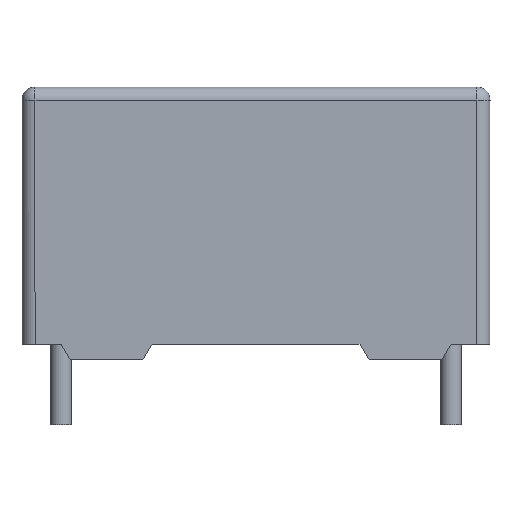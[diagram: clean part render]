
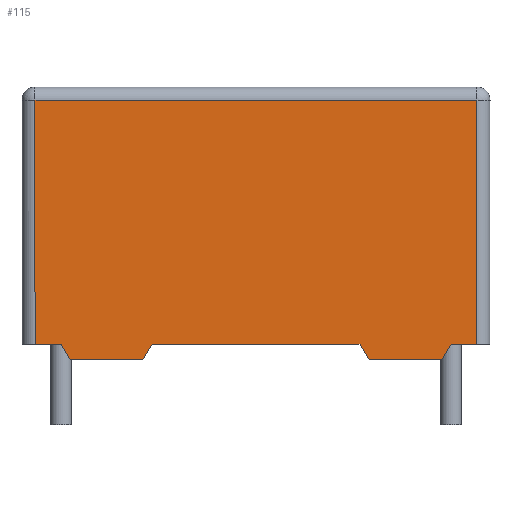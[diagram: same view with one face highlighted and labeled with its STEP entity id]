
A CAD part, front view. The second image highlights one B-rep face of the part: STEP entity #115.
In plain terms, the highlighted planar face has unit normal (0, -1, 0).
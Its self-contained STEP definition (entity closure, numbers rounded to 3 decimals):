
#115=ADVANCED_FACE('',(#612),#614,.T.);
#612=FACE_BOUND('',#613,.T.);
#613=EDGE_LOOP('',(#2254,#2255,#2256,#2257,#2258,#2259,#2260,#2261,#2262,#2263,#2264,
#2265));
#614=PLANE('',#615);
#615=AXIS2_PLACEMENT_3D('',#616,#617,#618);
#616=CARTESIAN_POINT('',(-1.5,-2.5,0.));
#617=DIRECTION('',(0.,-1.,0.));
#618=DIRECTION('',(1.,0.,0.));
#2254=ORIENTED_EDGE('',*,*,#2628,.T.);
#2255=ORIENTED_EDGE('',*,*,#2624,.T.);
#2256=ORIENTED_EDGE('',*,*,#2629,.T.);
#2257=ORIENTED_EDGE('',*,*,#2630,.T.);
#2258=ORIENTED_EDGE('',*,*,#2631,.T.);
#2259=ORIENTED_EDGE('',*,*,#2620,.T.);
#2260=ORIENTED_EDGE('',*,*,#2632,.T.);
#2261=ORIENTED_EDGE('',*,*,#2633,.T.);
#2262=ORIENTED_EDGE('',*,*,#2634,.T.);
#2263=ORIENTED_EDGE('',*,*,#2635,.F.);
#2264=ORIENTED_EDGE('',*,*,#2636,.F.);
#2265=ORIENTED_EDGE('',*,*,#2637,.T.);
#2620=EDGE_CURVE('',#2824,#2825,#2826,.T.);
#2624=EDGE_CURVE('',#2832,#2833,#2834,.T.);
#2628=EDGE_CURVE('',#2840,#2832,#2841,.F.);
#2629=EDGE_CURVE('',#2833,#2842,#2843,.F.);
#2630=EDGE_CURVE('',#2842,#2844,#2845,.F.);
#2631=EDGE_CURVE('',#2844,#2824,#2846,.F.);
#2632=EDGE_CURVE('',#2825,#2847,#2848,.F.);
#2633=EDGE_CURVE('',#2847,#2849,#2850,.F.);
#2634=EDGE_CURVE('',#2849,#2851,#2852,.T.);
#2635=EDGE_CURVE('',#2853,#2851,#2854,.T.);
#2636=EDGE_CURVE('',#2855,#2853,#2856,.T.);
#2637=EDGE_CURVE('',#2855,#2840,#2857,.F.);
#2824=VERTEX_POINT('',#3076);
#2825=VERTEX_POINT('',#3077);
#2826=LINE('',#3078,#3079);
#2832=VERTEX_POINT('',#3092);
#2833=VERTEX_POINT('',#3093);
#2834=LINE('',#3094,#3095);
#2840=VERTEX_POINT('',#3108);
#2841=LINE('',#3109,#3110);
#2842=VERTEX_POINT('',#3112);
#2843=LINE('',#3113,#3114);
#2844=VERTEX_POINT('',#3116);
#2845=LINE('',#3117,#3118);
#2846=LINE('',#3120,#3121);
#2847=VERTEX_POINT('',#3123);
#2848=LINE('',#3124,#3125);
#2849=VERTEX_POINT('',#3127);
#2850=LINE('',#3128,#3129);
#2851=VERTEX_POINT('',#3131);
#2852=LINE('',#3132,#3133);
#2853=VERTEX_POINT('',#3135);
#2854=LINE('',#3136,#3137);
#2855=VERTEX_POINT('',#3139);
#2856=LINE('',#3140,#3141);
#2857=LINE('',#3143,#3144);
#3076=CARTESIAN_POINT('',(11.846,-2.5,0.));
#3077=CARTESIAN_POINT('',(14.654,-2.5,0.));
#3078=CARTESIAN_POINT('',(11.846,-2.5,0.));
#3079=VECTOR('',#3080,1.);
#3080=DIRECTION('',(1.,0.,0.));
#3092=CARTESIAN_POINT('',(0.346,-2.5,0.));
#3093=CARTESIAN_POINT('',(3.154,-2.5,0.));
#3094=CARTESIAN_POINT('',(0.346,-2.5,0.));
#3095=VECTOR('',#3096,1.);
#3096=DIRECTION('',(1.,0.,0.));
#3108=CARTESIAN_POINT('',(0.,-2.5,0.6));
#3109=CARTESIAN_POINT('',(0.346,-2.5,0.));
#3110=VECTOR('',#3111,1.);
#3111=DIRECTION('',(-0.5,0.,0.866));
#3112=CARTESIAN_POINT('',(3.5,-2.5,0.6));
#3113=CARTESIAN_POINT('',(3.5,-2.5,0.6));
#3114=VECTOR('',#3115,1.);
#3115=DIRECTION('',(-0.5,0.,-0.866));
#3116=CARTESIAN_POINT('',(11.5,-2.5,0.6));
#3117=CARTESIAN_POINT('',(11.5,-2.5,0.6));
#3118=VECTOR('',#3119,1.);
#3119=DIRECTION('',(-1.,0.,0.));
#3120=CARTESIAN_POINT('',(11.846,-2.5,0.));
#3121=VECTOR('',#3122,1.);
#3122=DIRECTION('',(-0.5,0.,0.866));
#3123=CARTESIAN_POINT('',(15.,-2.5,0.6));
#3124=CARTESIAN_POINT('',(15.,-2.5,0.6));
#3125=VECTOR('',#3126,1.);
#3126=DIRECTION('',(-0.5,0.,-0.866));
#3127=CARTESIAN_POINT('',(16.,-2.5,0.6));
#3128=CARTESIAN_POINT('',(16.,-2.5,0.6));
#3129=VECTOR('',#3130,1.);
#3130=DIRECTION('',(-1.,0.,0.));
#3131=CARTESIAN_POINT('',(16.,-2.5,10.));
#3132=CARTESIAN_POINT('',(16.,-2.5,0.6));
#3133=VECTOR('',#3134,1.);
#3134=DIRECTION('',(0.,0.,1.));
#3135=CARTESIAN_POINT('',(-1.,-2.5,10.));
#3136=CARTESIAN_POINT('',(-1.,-2.5,10.));
#3137=VECTOR('',#3138,1.);
#3138=DIRECTION('',(1.,0.,0.));
#3139=CARTESIAN_POINT('',(-1.,-2.5,0.6));
#3140=CARTESIAN_POINT('',(-1.,-2.5,0.6));
#3141=VECTOR('',#3142,1.);
#3142=DIRECTION('',(0.,0.,1.));
#3143=CARTESIAN_POINT('',(0.,-2.5,0.6));
#3144=VECTOR('',#3145,1.);
#3145=DIRECTION('',(-1.,0.,0.));
